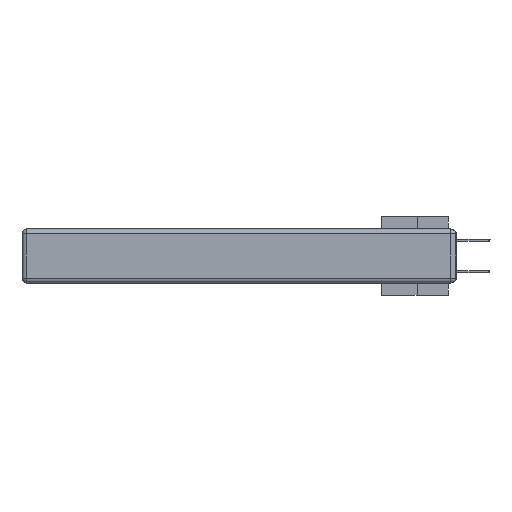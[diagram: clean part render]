
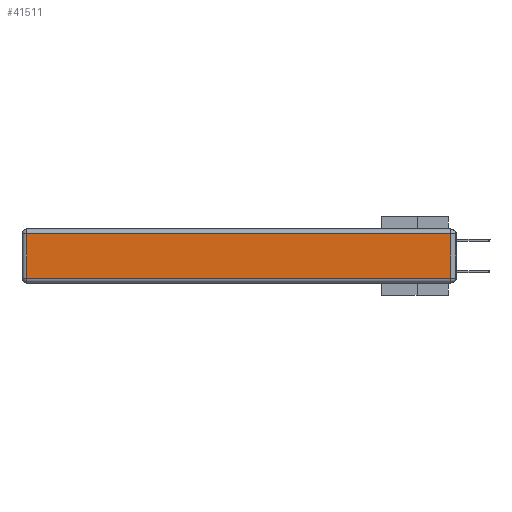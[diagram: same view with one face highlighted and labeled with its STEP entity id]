
A CAD part, left-side view. The second image highlights one B-rep face of the part: STEP entity #41511.
In plain terms, the highlighted planar face has unit normal (-1, 0, 0).
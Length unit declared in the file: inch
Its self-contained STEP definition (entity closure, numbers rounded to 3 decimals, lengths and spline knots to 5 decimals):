
#158 = CARTESIAN_POINT ( 'NONE',  ( 0., 2.72, -0.313 ) ) ;
#721 = CARTESIAN_POINT ( 'NONE',  ( 0., 0.03, -0.313 ) ) ;
#2120 = LINE ( 'NONE', #24241, #17694 ) ;
#6067 = ORIENTED_EDGE ( 'NONE', *, *, #37006, .T. ) ;
#6697 = CARTESIAN_POINT ( 'NONE',  ( 0., 0., -0.343 ) ) ;
#7513 = AXIS2_PLACEMENT_3D ( 'NONE', #6697, #9954, #35690 ) ;
#8191 = CARTESIAN_POINT ( 'NONE',  ( 0., 2.72, -0.03 ) ) ;
#9954 = DIRECTION ( 'NONE',  ( -1., 0., 0. ) ) ;
#12992 = EDGE_CURVE ( 'NONE', #29058, #24343, #22352, .T. ) ;
#14604 = EDGE_CURVE ( 'NONE', #24343, #14605, #2120, .T. ) ;
#14605 = VERTEX_POINT ( 'NONE', #721 ) ;
#15292 = VECTOR ( 'NONE', #24986, 39.37008 ) ;
#17694 = VECTOR ( 'NONE', #30337, 39.37008 ) ;
#18303 = VECTOR ( 'NONE', #34398, 39.37008 ) ;
#22352 = LINE ( 'NONE', #37907, #18303 ) ;
#22498 = EDGE_LOOP ( 'NONE', ( #31201, #28118, #6067, #23834 ) ) ;
#22907 = CARTESIAN_POINT ( 'NONE',  ( 0., 0.03, -0.03 ) ) ;
#23059 = LINE ( 'NONE', #29371, #27630 ) ;
#23834 = ORIENTED_EDGE ( 'NONE', *, *, #12992, .T. ) ;
#23840 = LINE ( 'NONE', #31736, #15292 ) ;
#24241 = CARTESIAN_POINT ( 'NONE',  ( 0., 0., -0.313 ) ) ;
#24343 = VERTEX_POINT ( 'NONE', #158 ) ;
#24986 = DIRECTION ( 'NONE',  ( 0., 0., 1. ) ) ;
#25484 = EDGE_CURVE ( 'NONE', #14605, #34248, #23840, .T. ) ;
#26744 = FACE_OUTER_BOUND ( 'NONE', #22498, .T. ) ;
#27630 = VECTOR ( 'NONE', #35542, 39.37008 ) ;
#28118 = ORIENTED_EDGE ( 'NONE', *, *, #25484, .T. ) ;
#29058 = VERTEX_POINT ( 'NONE', #8191 ) ;
#29230 = PLANE ( 'NONE',  #7513 ) ;
#29371 = CARTESIAN_POINT ( 'NONE',  ( 0., 2.75, -0.03 ) ) ;
#30337 = DIRECTION ( 'NONE',  ( 0., -1., 0. ) ) ;
#31201 = ORIENTED_EDGE ( 'NONE', *, *, #14604, .T. ) ;
#31736 = CARTESIAN_POINT ( 'NONE',  ( 0., 0.03, -0.343 ) ) ;
#34248 = VERTEX_POINT ( 'NONE', #22907 ) ;
#34398 = DIRECTION ( 'NONE',  ( 0., 0., -1. ) ) ;
#35542 = DIRECTION ( 'NONE',  ( 0., 1., 0. ) ) ;
#35690 = DIRECTION ( 'NONE',  ( 0., 0., 1. ) ) ;
#37006 = EDGE_CURVE ( 'NONE', #34248, #29058, #23059, .T. ) ;
#37907 = CARTESIAN_POINT ( 'NONE',  ( 0., 2.72, -0.343 ) ) ;
#41511 = ADVANCED_FACE ( 'NONE', ( #26744 ), #29230, .T. ) ;
